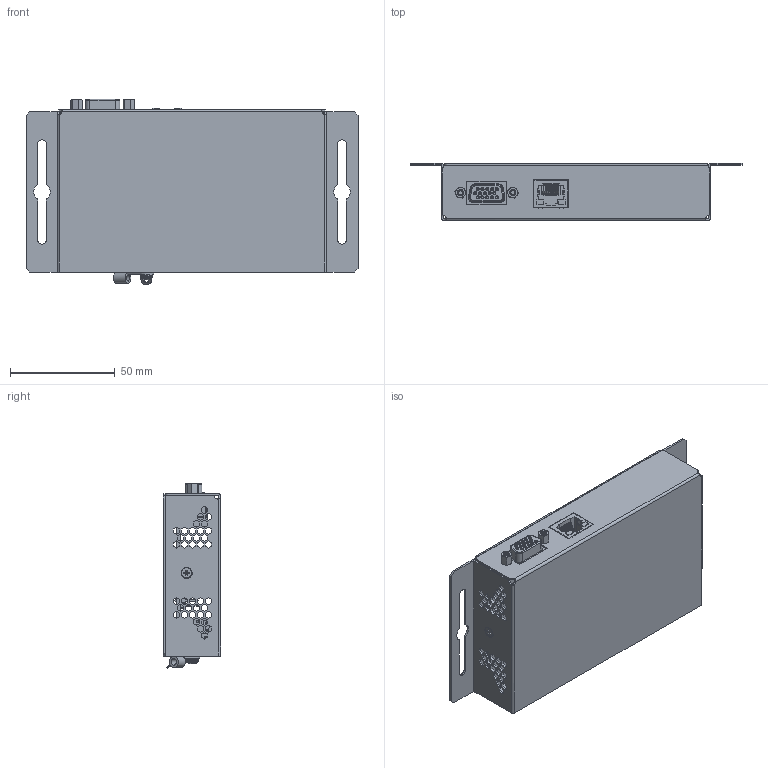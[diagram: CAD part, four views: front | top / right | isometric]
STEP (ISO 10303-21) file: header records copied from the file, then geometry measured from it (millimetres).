
FILE_DESCRIPTION (( 'STEP AP203' ), '1' );
FILE_NAME ('ST-C5USBV-R-1000S.STEP', '2022-06-08T20:47:24', ( '' ), ( '' ), 'SwSTEP 2.0', 'SolidWorks 2011', '' );
FILE_SCHEMA (( 'CONFIG_CONTROL_DESIGN' ));
Products named in the file (18): SM4032; CN5098X6; ST-C5USBVA-R-1000S-REVA; CN5300_USB103-Pa08NGft-S_1; CN5098X2; CN6398; CN5333 - RJ45 LED; MP4079; MP4078; CN5369 - 15 PIN FEMALE RIGHT ANGLE; ST-C5USBV-R-1000S; HW5127 CR-FHMS 0.112-40x0.188x0.188_CR-FHMS 0.112-40x0.188x0.188-C; HW7221; TL6383_PEM SO-440-8 ZI--C; ST-C5USBV-R-1000S-PCB; HW4003-STANDOFF-MF-#4-40X.1875 ZN_92700A488; HW7218_90402A106; CN5360 - TERMINAL
Assembly tree (21 placements, depth 3):
  ST-C5USBV-R-1000S
    HW5127 CR-FHMS 0.112-40x0.188x0.188_CR-FHMS 0.112-40x0.188x0.188-C  x2
    TL6383_PEM SO-440-8 ZI--C  x3
    CN5360 - TERMINAL
    ST-C5USBV-R-1000S-PCB
      CN5333 - RJ45 LED
      CN5300_USB103-Pa08NGft-S_1
      CN6398
      CN5369 - 15 PIN FEMALE RIGHT ANGLE
      SM4032
      CN5098X2
      CN5098X6
      ST-C5USBVA-R-1000S-REVA
    HW7221
    HW7218_90402A106
    MP4079
    HW4003-STANDOFF-MF-#4-40X.1875 ZN_92700A488  x2
    MP4078
Bounding box: 158.8 x 27.43 x 88.52 mm (x, y, z)
Volume: 48462.7 mm3; surface area: 96893 mm2
Topology: 28 solids, 34 shells, 3983 faces, 10903 edges, 6982 vertices
Faces by surface type: plane 2494, cylinder 1093, bspline 258, cone 132, torus 4, sphere 2
Entity records: 134121 total; most frequent: CARTESIAN_POINT 35503, ORIENTED_EDGE 21021, DIRECTION 18248, EDGE_CURVE 10541, VECTOR 7894, LINE 7894, VERTEX_POINT 6767, AXIS2_PLACEMENT_3D 5177
